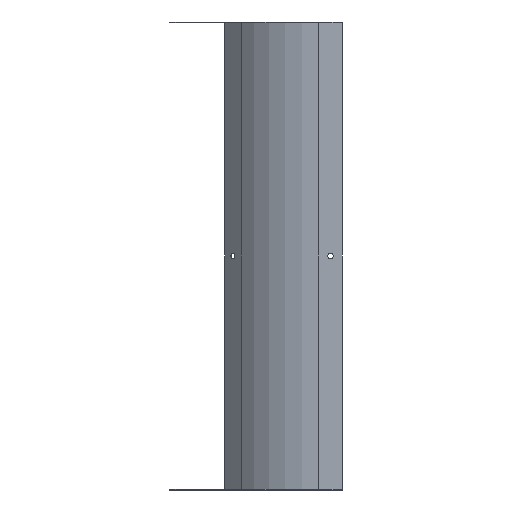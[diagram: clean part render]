
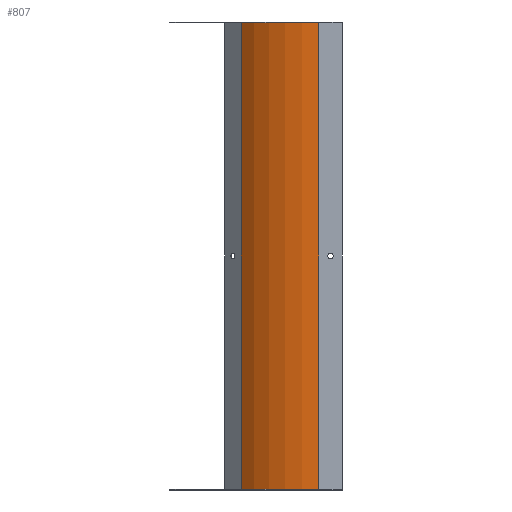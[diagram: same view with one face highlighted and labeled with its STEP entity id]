
A CAD part, left-side view. The second image highlights one B-rep face of the part: STEP entity #807.
In plain terms, the highlighted cylindrical face has radius 140.8 mm (diameter 281.6 mm), a partial arc.
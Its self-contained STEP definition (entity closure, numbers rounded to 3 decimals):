
#1 = CIRCLE ( 'NONE', #1769, 140.8 ) ;
#92 = LINE ( 'NONE', #1484, #96 ) ;
#93 = CIRCLE ( 'NONE', #1753, 140.8 ) ;
#96 = VECTOR ( 'NONE', #1478, 1000. ) ;
#237 = ORIENTED_EDGE ( 'NONE', *, *, #962, .F. ) ;
#238 = ORIENTED_EDGE ( 'NONE', *, *, #1780, .T. ) ;
#239 = ORIENTED_EDGE ( 'NONE', *, *, #1017, .T. ) ;
#240 = ORIENTED_EDGE ( 'NONE', *, *, #1016, .F. ) ;
#352 = CARTESIAN_POINT ( 'NONE',  ( 140.439, 129.608, 0. ) ) ;
#380 = CARTESIAN_POINT ( 'NONE',  ( 99.2, 30.048, 0. ) ) ;
#399 = CARTESIAN_POINT ( 'NONE',  ( 99.2, 30.048, -598.4 ) ) ;
#523 = DIRECTION ( 'NONE',  ( 0., 0., 1. ) ) ;
#524 = CARTESIAN_POINT ( 'NONE',  ( 99.2, 30.048, -599.2 ) ) ;
#552 = CARTESIAN_POINT ( 'NONE',  ( 140.439, 129.608, -598.4 ) ) ;
#628 = VERTEX_POINT ( 'NONE', #352 ) ;
#638 = VERTEX_POINT ( 'NONE', #399 ) ;
#640 = VERTEX_POINT ( 'NONE', #380 ) ;
#807 = ADVANCED_FACE ( 'NONE', ( #940 ), #945, .T. ) ;
#940 = FACE_OUTER_BOUND ( 'NONE', #1580, .T. ) ;
#945 = CYLINDRICAL_SURFACE ( 'NONE', #1771, 140.8 ) ;
#962 = EDGE_CURVE ( 'NONE', #628, #640, #1, .T. ) ;
#1016 = EDGE_CURVE ( 'NONE', #1665, #628, #92, .T. ) ;
#1017 = EDGE_CURVE ( 'NONE', #1665, #638, #93, .T. ) ;
#1143 = VECTOR ( 'NONE', #523, 1000. ) ;
#1145 = LINE ( 'NONE', #524, #1143 ) ;
#1219 = DIRECTION ( 'NONE',  ( -1., 0., 0. ) ) ;
#1221 = DIRECTION ( 'NONE',  ( 0., 0., 1. ) ) ;
#1224 = CARTESIAN_POINT ( 'NONE',  ( 240., 30.048, 0. ) ) ;
#1254 = DIRECTION ( 'NONE',  ( 0., 0., 1. ) ) ;
#1401 = DIRECTION ( 'NONE',  ( 1., 0., 0. ) ) ;
#1402 = DIRECTION ( 'NONE',  ( 0., 0., 1. ) ) ;
#1403 = CARTESIAN_POINT ( 'NONE',  ( 240., 30.048, -598.4 ) ) ;
#1436 = DIRECTION ( 'NONE',  ( 1., 0., 0. ) ) ;
#1450 = CARTESIAN_POINT ( 'NONE',  ( 240., 30.048, -599.2 ) ) ;
#1478 = DIRECTION ( 'NONE',  ( 0., 0., 1. ) ) ;
#1484 = CARTESIAN_POINT ( 'NONE',  ( 140.439, 129.608, -599.2 ) ) ;
#1580 = EDGE_LOOP ( 'NONE', ( #240, #239, #238, #237 ) ) ;
#1665 = VERTEX_POINT ( 'NONE', #552 ) ;
#1753 = AXIS2_PLACEMENT_3D ( 'NONE', #1403, #1402, #1401 ) ;
#1769 = AXIS2_PLACEMENT_3D ( 'NONE', #1224, #1221, #1219 ) ;
#1771 = AXIS2_PLACEMENT_3D ( 'NONE', #1450, #1254, #1436 ) ;
#1780 = EDGE_CURVE ( 'NONE', #638, #640, #1145, .T. ) ;
